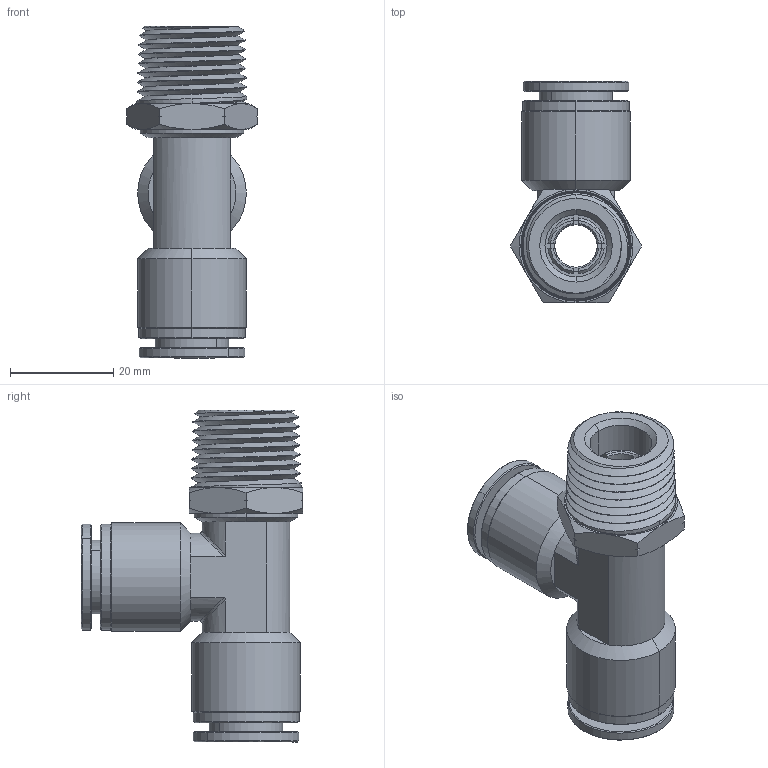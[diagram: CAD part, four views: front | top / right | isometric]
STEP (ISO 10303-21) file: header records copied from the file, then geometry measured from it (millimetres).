
FILE_DESCRIPTION (( 'STEP AP214' ), '1' );
FILE_NAME ('RTS1-2N1-2W.STEP', '2018-07-26T16:54:39', ( '' ), ( '' ), 'SwSTEP 2.0', 'SolidWorks 2016', '' );
FILE_SCHEMA (( 'AUTOMOTIVE_DESIGN' ));
Length unit declared in the file: millimetre
Products named in the file (1): RTS1-2N1-2W
Bounding box: 25.4 x 42.89 x 64.2 mm (x, y, z)
Volume: 15432.7 mm3; surface area: 19226.1 mm2
Topology: 12 solids, 12 shells, 979 faces, 2686 edges, 1749 vertices
Faces by surface type: plane 354, cone 335, cylinder 158, bspline 128, torus 4
Entity records: 48850 total; most frequent: CARTESIAN_POINT 14860, ORIENTED_EDGE 5372, DIRECTION 4203, EDGE_CURVE 2686, VERTEX_POINT 1749, AXIS2_PLACEMENT_3D 1712, EDGE_LOOP 1023, B_SPLINE_CURVE_WITH_KNOTS 1018
